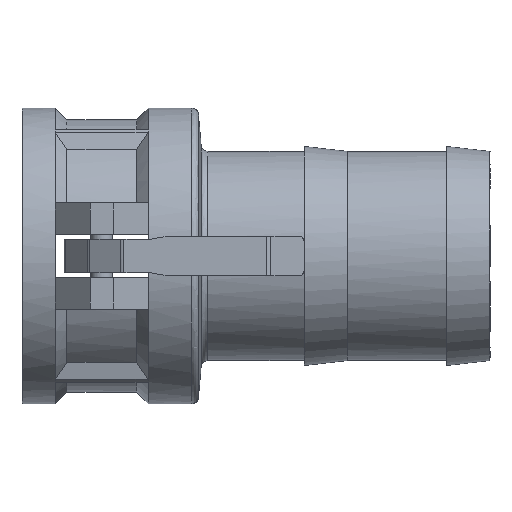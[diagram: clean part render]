
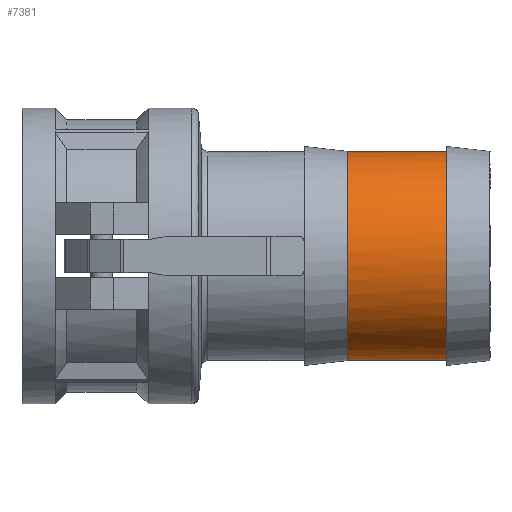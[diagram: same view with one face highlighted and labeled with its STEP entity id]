
A CAD part, front view. The second image highlights one B-rep face of the part: STEP entity #7381.
In plain terms, the highlighted free-form (B-spline) face has degree [2, 1] with [5, 2] control points.
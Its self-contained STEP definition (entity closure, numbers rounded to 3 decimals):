
#7381 = ADVANCED_FACE('',(#7382),#7418,.T.);
#7382 = FACE_BOUND('',#7383,.T.);
#7383 = EDGE_LOOP('',(#7384,#7396,#7403,#7413));
#7384 = ORIENTED_EDGE('',*,*,#7385,.F.);
#7385 = EDGE_CURVE('',#7386,#7388,#7390,.T.);
#7386 = VERTEX_POINT('',#7387);
#7387 = CARTESIAN_POINT('',(146.485,0.,
    47.084));
#7388 = VERTEX_POINT('',#7389);
#7389 = CARTESIAN_POINT('',(146.485,0.,
    -47.084));
#7390 = ( BOUNDED_CURVE() B_SPLINE_CURVE(2,(#7391,#7392,#7393,#7394,
#7395),.UNSPECIFIED.,.F.,.F.) B_SPLINE_CURVE_WITH_KNOTS((3,2,3),(0.,
1.571,3.142),.PIECEWISE_BEZIER_KNOTS.) CURVE() 
GEOMETRIC_REPRESENTATION_ITEM() RATIONAL_B_SPLINE_CURVE((1.,
0.707,1.,0.707,1.)) REPRESENTATION_ITEM('') );
#7391 = CARTESIAN_POINT('',(146.485,0.,
    47.084));
#7392 = CARTESIAN_POINT('',(146.485,-47.084,
    47.084));
#7393 = CARTESIAN_POINT('',(146.485,-47.084,
    0.));
#7394 = CARTESIAN_POINT('',(146.485,-47.084,
    -47.084));
#7395 = CARTESIAN_POINT('',(146.485,0.,
    -47.084));
#7396 = ORIENTED_EDGE('',*,*,#7397,.F.);
#7397 = EDGE_CURVE('',#7398,#7386,#7400,.T.);
#7398 = VERTEX_POINT('',#7399);
#7399 = CARTESIAN_POINT('',(191.327,0.,
    47.084));
#7400 = B_SPLINE_CURVE_WITH_KNOTS('',1,(#7401,#7402),.UNSPECIFIED.,.F.,
  .F.,(2,2),(0.,30.),.PIECEWISE_BEZIER_KNOTS.);
#7401 = CARTESIAN_POINT('',(191.327,0.,47.084));
#7402 = CARTESIAN_POINT('',(146.485,0.,47.084));
#7403 = ORIENTED_EDGE('',*,*,#7404,.F.);
#7404 = EDGE_CURVE('',#7405,#7398,#7407,.T.);
#7405 = VERTEX_POINT('',#7406);
#7406 = CARTESIAN_POINT('',(191.327,0.,
    -47.084));
#7407 = ( BOUNDED_CURVE() B_SPLINE_CURVE(2,(#7408,#7409,#7410,#7411,
#7412),.UNSPECIFIED.,.F.,.F.) B_SPLINE_CURVE_WITH_KNOTS((3,2,3),(0.,
1.571,3.142),.PIECEWISE_BEZIER_KNOTS.) CURVE() 
GEOMETRIC_REPRESENTATION_ITEM() RATIONAL_B_SPLINE_CURVE((1.,
0.707,1.,0.707,1.)) REPRESENTATION_ITEM('') );
#7408 = CARTESIAN_POINT('',(191.327,0.,
    -47.084));
#7409 = CARTESIAN_POINT('',(191.327,-47.084,
    -47.084));
#7410 = CARTESIAN_POINT('',(191.327,-47.084,
    0.));
#7411 = CARTESIAN_POINT('',(191.327,-47.084,
    47.084));
#7412 = CARTESIAN_POINT('',(191.327,0.,
    47.084));
#7413 = ORIENTED_EDGE('',*,*,#7414,.F.);
#7414 = EDGE_CURVE('',#7388,#7405,#7415,.T.);
#7415 = B_SPLINE_CURVE_WITH_KNOTS('',1,(#7416,#7417),.UNSPECIFIED.,.F.,
  .F.,(2,2),(0.,30.),.PIECEWISE_BEZIER_KNOTS.);
#7416 = CARTESIAN_POINT('',(146.485,0.,-47.084));
#7417 = CARTESIAN_POINT('',(191.327,0.,-47.084));
#7418 = ( BOUNDED_SURFACE() B_SPLINE_SURFACE(2,1,(
    (#7419,#7420)
    ,(#7421,#7422)
    ,(#7423,#7424)
    ,(#7425,#7426)
    ,(#7427,#7428
)),.UNSPECIFIED.,.F.,.F.,.F.) B_SPLINE_SURFACE_WITH_KNOTS((3,2,3),(2,2),
  (0.,1.571,3.142),(0.,30.),.PIECEWISE_BEZIER_KNOTS.) 
GEOMETRIC_REPRESENTATION_ITEM() RATIONAL_B_SPLINE_SURFACE((
    (1.,1.)
    ,(0.707,0.707)
    ,(1.,1.)
    ,(0.707,0.707)
,(1.,1.))) REPRESENTATION_ITEM('') SURFACE() );
#7419 = CARTESIAN_POINT('',(191.327,0.,
    47.084));
#7420 = CARTESIAN_POINT('',(146.485,0.,
    47.084));
#7421 = CARTESIAN_POINT('',(191.327,-47.084,
    47.084));
#7422 = CARTESIAN_POINT('',(146.485,-47.084,
    47.084));
#7423 = CARTESIAN_POINT('',(191.327,-47.084,
    0.));
#7424 = CARTESIAN_POINT('',(146.485,-47.084,
    0.));
#7425 = CARTESIAN_POINT('',(191.327,-47.084,
    -47.084));
#7426 = CARTESIAN_POINT('',(146.485,-47.084,
    -47.084));
#7427 = CARTESIAN_POINT('',(191.327,0.,
    -47.084));
#7428 = CARTESIAN_POINT('',(146.485,0.,
    -47.084));
